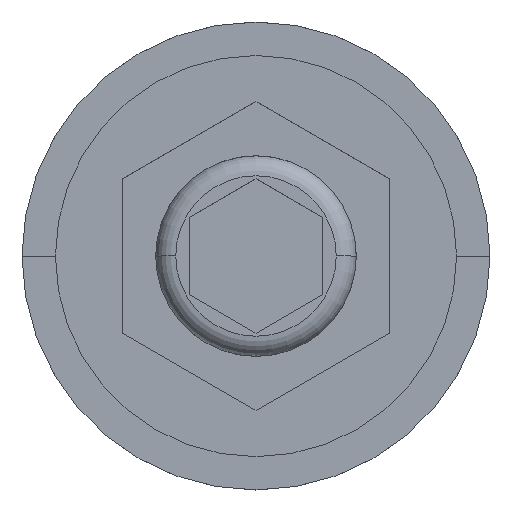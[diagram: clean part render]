
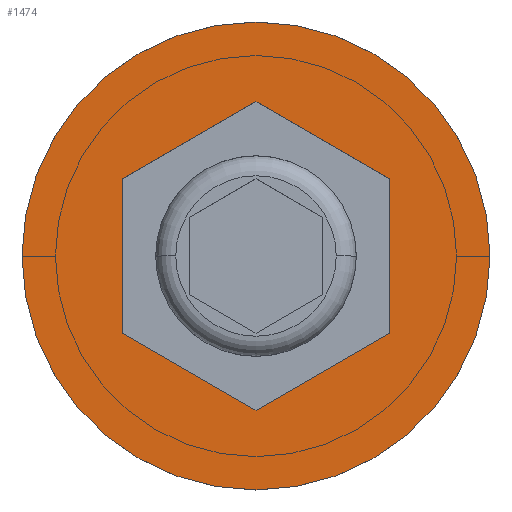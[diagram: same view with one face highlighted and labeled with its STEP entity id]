
A CAD part, top view. The second image highlights one B-rep face of the part: STEP entity #1474.
In plain terms, the highlighted planar face has unit normal (0, 0, 1).
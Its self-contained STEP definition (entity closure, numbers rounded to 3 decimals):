
#35 = VERTEX_POINT ( 'NONE', #2033 ) ;
#112 = FACE_OUTER_BOUND ( 'NONE', #957, .T. ) ;
#161 = VERTEX_POINT ( 'NONE', #1563 ) ;
#171 = DIRECTION ( 'NONE',  ( 0., 1., 0. ) ) ;
#201 = VECTOR ( 'NONE', #3640, 1000. ) ;
#213 = CARTESIAN_POINT ( 'NONE',  ( 0., 2.309, 0. ) ) ;
#273 = EDGE_CURVE ( 'NONE', #1030, #1980, #1649, .T. ) ;
#339 = CARTESIAN_POINT ( 'NONE',  ( 0., 2.309, 0. ) ) ;
#394 = VECTOR ( 'NONE', #171, 1000. ) ;
#405 = EDGE_LOOP ( 'NONE', ( #2889, #1094, #2278, #1236, #2594, #3148 ) ) ;
#448 = VECTOR ( 'NONE', #2552, 1000. ) ;
#536 = CARTESIAN_POINT ( 'NONE',  ( 2., 1.155, 0. ) ) ;
#750 = AXIS2_PLACEMENT_3D ( 'NONE', #2810, #1622, #2843 ) ;
#873 = AXIS2_PLACEMENT_3D ( 'NONE', #2785, #3635, #3072 ) ;
#933 = VECTOR ( 'NONE', #3681, 1000. ) ;
#950 = ORIENTED_EDGE ( 'NONE', *, *, #3007, .T. ) ;
#957 = EDGE_LOOP ( 'NONE', ( #2231, #950 ) ) ;
#1021 = PLANE ( 'NONE',  #873 ) ;
#1030 = VERTEX_POINT ( 'NONE', #2092 ) ;
#1032 = DIRECTION ( 'NONE',  ( 1., 0., 0. ) ) ;
#1094 = ORIENTED_EDGE ( 'NONE', *, *, #1328, .F. ) ;
#1153 = VERTEX_POINT ( 'NONE', #1891 ) ;
#1236 = ORIENTED_EDGE ( 'NONE', *, *, #2151, .F. ) ;
#1316 = LINE ( 'NONE', #2174, #1415 ) ;
#1328 = EDGE_CURVE ( 'NONE', #3125, #1030, #2466, .T. ) ;
#1361 = LINE ( 'NONE', #1396, #201 ) ;
#1396 = CARTESIAN_POINT ( 'NONE',  ( -2., -1.155, 0. ) ) ;
#1415 = VECTOR ( 'NONE', #2463, 1000. ) ;
#1449 = CARTESIAN_POINT ( 'NONE',  ( -3.5, 0., 0. ) ) ;
#1474 = ADVANCED_FACE ( 'NONE', ( #2693, #112 ), #1021, .T. ) ;
#1499 = EDGE_CURVE ( 'NONE', #3621, #1153, #1316, .T. ) ;
#1547 = VECTOR ( 'NONE', #3610, 1000. ) ;
#1563 = CARTESIAN_POINT ( 'NONE',  ( 3.5, 0., 0. ) ) ;
#1622 = DIRECTION ( 'NONE',  ( 0., 0., 1. ) ) ;
#1648 = LINE ( 'NONE', #213, #1547 ) ;
#1649 = LINE ( 'NONE', #536, #933 ) ;
#1881 = VERTEX_POINT ( 'NONE', #1449 ) ;
#1891 = CARTESIAN_POINT ( 'NONE',  ( -2., -1.155, 0. ) ) ;
#1903 = CIRCLE ( 'NONE', #2922, 3.5 ) ;
#1980 = VERTEX_POINT ( 'NONE', #339 ) ;
#2033 = CARTESIAN_POINT ( 'NONE',  ( 0., -2.309, 0. ) ) ;
#2071 = CARTESIAN_POINT ( 'NONE',  ( 2., -1.155, 0. ) ) ;
#2092 = CARTESIAN_POINT ( 'NONE',  ( 2., 1.155, 0. ) ) ;
#2151 = EDGE_CURVE ( 'NONE', #1153, #35, #1361, .T. ) ;
#2174 = CARTESIAN_POINT ( 'NONE',  ( -2., 1.155, 0. ) ) ;
#2231 = ORIENTED_EDGE ( 'NONE', *, *, #2550, .T. ) ;
#2278 = ORIENTED_EDGE ( 'NONE', *, *, #2541, .F. ) ;
#2463 = DIRECTION ( 'NONE',  ( 0., -1., 0. ) ) ;
#2466 = LINE ( 'NONE', #2770, #394 ) ;
#2500 = LINE ( 'NONE', #3672, #448 ) ;
#2541 = EDGE_CURVE ( 'NONE', #35, #3125, #2500, .T. ) ;
#2548 = CIRCLE ( 'NONE', #750, 3.5 ) ;
#2550 = EDGE_CURVE ( 'NONE', #161, #1881, #2548, .T. ) ;
#2552 = DIRECTION ( 'NONE',  ( 0.866, 0.5, 0. ) ) ;
#2594 = ORIENTED_EDGE ( 'NONE', *, *, #1499, .F. ) ;
#2693 = FACE_BOUND ( 'NONE', #405, .T. ) ;
#2740 = CARTESIAN_POINT ( 'NONE',  ( -2., 1.155, 0. ) ) ;
#2770 = CARTESIAN_POINT ( 'NONE',  ( 2., -1.155, 0. ) ) ;
#2785 = CARTESIAN_POINT ( 'NONE',  ( 0., 0., 0. ) ) ;
#2810 = CARTESIAN_POINT ( 'NONE',  ( 0., 0., 0. ) ) ;
#2843 = DIRECTION ( 'NONE',  ( 1., 0., 0. ) ) ;
#2889 = ORIENTED_EDGE ( 'NONE', *, *, #273, .F. ) ;
#2922 = AXIS2_PLACEMENT_3D ( 'NONE', #3052, #3650, #1032 ) ;
#3007 = EDGE_CURVE ( 'NONE', #1881, #161, #1903, .T. ) ;
#3052 = CARTESIAN_POINT ( 'NONE',  ( 0., 0., 0. ) ) ;
#3072 = DIRECTION ( 'NONE',  ( 1., 0., 0. ) ) ;
#3125 = VERTEX_POINT ( 'NONE', #2071 ) ;
#3148 = ORIENTED_EDGE ( 'NONE', *, *, #3558, .F. ) ;
#3558 = EDGE_CURVE ( 'NONE', #1980, #3621, #1648, .T. ) ;
#3610 = DIRECTION ( 'NONE',  ( -0.866, -0.5, 0. ) ) ;
#3621 = VERTEX_POINT ( 'NONE', #2740 ) ;
#3635 = DIRECTION ( 'NONE',  ( 0., 0., 1. ) ) ;
#3640 = DIRECTION ( 'NONE',  ( 0.866, -0.5, 0. ) ) ;
#3650 = DIRECTION ( 'NONE',  ( 0., 0., 1. ) ) ;
#3672 = CARTESIAN_POINT ( 'NONE',  ( 0., -2.309, 0. ) ) ;
#3681 = DIRECTION ( 'NONE',  ( -0.866, 0.5, 0. ) ) ;
